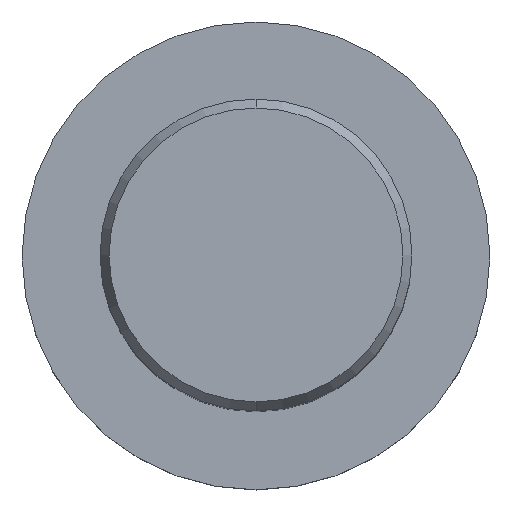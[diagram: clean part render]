
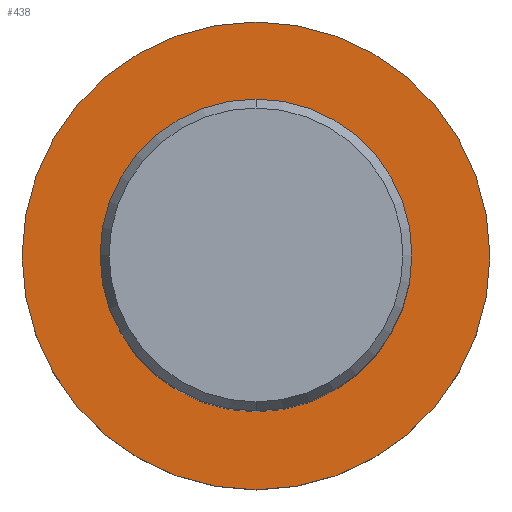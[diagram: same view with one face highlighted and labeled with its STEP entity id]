
A CAD part, top view. The second image highlights one B-rep face of the part: STEP entity #438.
In plain terms, the highlighted planar face has unit normal (0, 0, 1).
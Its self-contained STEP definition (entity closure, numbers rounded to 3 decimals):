
#244=EDGE_CURVE('',#380,#506,#609,.T.);
#308=EDGE_CURVE('',#412,#384,#683,.T.);
#346=EDGE_CURVE('',#384,#412,#723,.T.);
#380=VERTEX_POINT('',#760);
#384=VERTEX_POINT('',#764);
#412=VERTEX_POINT('',#793);
#438=ADVANCED_FACE('',(#825,#826),#827,.T.);
#506=VERTEX_POINT('',#903);
#548=EDGE_CURVE('',#506,#380,#948,.T.);
#609=CIRCLE('',#1047,20.0);
#683=CIRCLE('',#1174,30.0);
#723=CIRCLE('',#1242,30.0);
#760=CARTESIAN_POINT('',(0.0,20.0,-70.0));
#764=CARTESIAN_POINT('',(0.,-30.0,-70.0));
#793=CARTESIAN_POINT('',(0.0,30.0,-70.0));
#825=FACE_BOUND('',#1461,.T.);
#826=FACE_OUTER_BOUND('',#1462,.T.);
#827=PLANE('',#1463);
#903=CARTESIAN_POINT('',(0.,-20.0,-70.0));
#948=CIRCLE('',#1728,20.0);
#1047=AXIS2_PLACEMENT_3D('',#1758,#1759,#1760);
#1174=AXIS2_PLACEMENT_3D('',#1897,#1898,#1899);
#1242=AXIS2_PLACEMENT_3D('',#1938,#1939,#1940);
#1461=EDGE_LOOP('',(#2047,#2048));
#1462=EDGE_LOOP('',(#2049,#2050));
#1463=AXIS2_PLACEMENT_3D('',#2051,#2052,#2053);
#1728=AXIS2_PLACEMENT_3D('',#2180,#2181,#2182);
#1758=CARTESIAN_POINT('',(0.0,0.0,-70.0));
#1759=DIRECTION('',(-0.0,0.0,-1.0));
#1760=DIRECTION('',(0.0,1.0,0.0));
#1897=CARTESIAN_POINT('',(0.0,0.0,-70.0));
#1898=DIRECTION('',(0.0,0.0,-1.0));
#1899=DIRECTION('',(0.0,1.0,0.0));
#1938=CARTESIAN_POINT('',(0.0,0.0,-70.0));
#1939=DIRECTION('',(0.0,0.0,-1.0));
#1940=DIRECTION('',(0.0,1.0,0.0));
#2047=ORIENTED_EDGE('',*,*,#244,.T.);
#2048=ORIENTED_EDGE('',*,*,#548,.T.);
#2049=ORIENTED_EDGE('',*,*,#308,.F.);
#2050=ORIENTED_EDGE('',*,*,#346,.F.);
#2051=CARTESIAN_POINT('',(0.0,15.0,-70.0));
#2052=DIRECTION('',(-0.0,0.0,1.0));
#2053=DIRECTION('',(0.0,-1.0,0.0));
#2180=CARTESIAN_POINT('',(0.0,0.0,-70.0));
#2181=DIRECTION('',(-0.0,0.0,-1.0));
#2182=DIRECTION('',(0.0,1.0,0.0));
